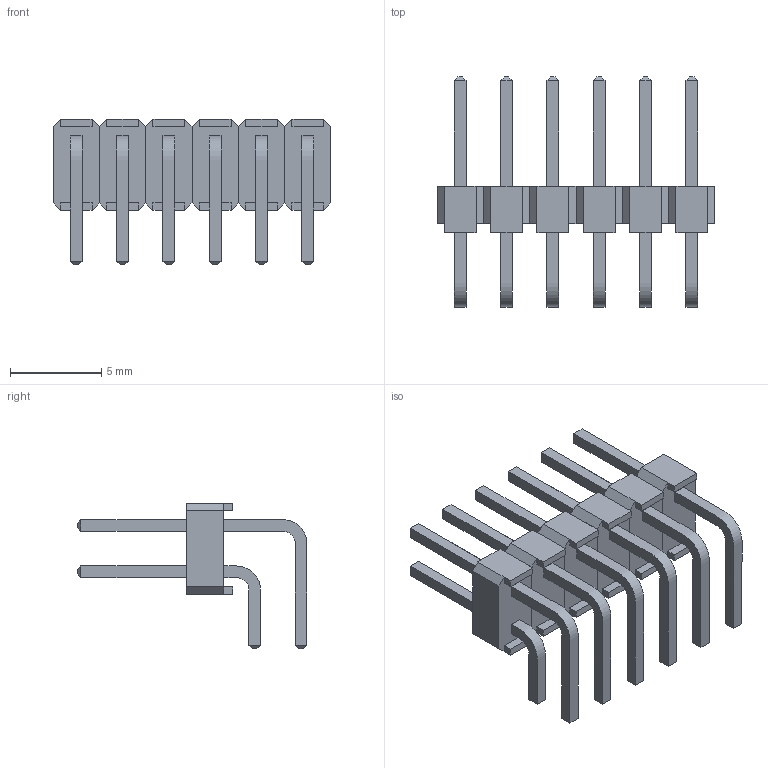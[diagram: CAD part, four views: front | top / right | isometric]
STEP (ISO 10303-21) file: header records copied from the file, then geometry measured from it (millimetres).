
FILE_DESCRIPTION (( 'STEP AP214' ), '1' );
FILE_NAME ('2x6-pin-header-angle.STEP', '2022-10-29T20:36:23', ( '' ), ( '' ), 'SwSTEP 2.0', 'SolidWorks 2021', '' );
FILE_SCHEMA (( 'AUTOMOTIVE_DESIGN' ));
Length unit declared in the file: millimetre
Products named in the file (1): 2x6-pin-header-angle
Bounding box: 15.24 x 12.6 x 8 mm (x, y, z)
Volume: 223.7 mm3; surface area: 769.9 mm2
Topology: 6 solids, 6 shells, 324 faces, 840 edges, 552 vertices
Faces by surface type: plane 276, bspline 48
Entity records: 16031 total; most frequent: CARTESIAN_POINT 4597, ORIENTED_EDGE 1680, DIRECTION 1418, EDGE_CURVE 840, LINE 768, VECTOR 768, VERTEX_POINT 552, EDGE_LOOP 348
